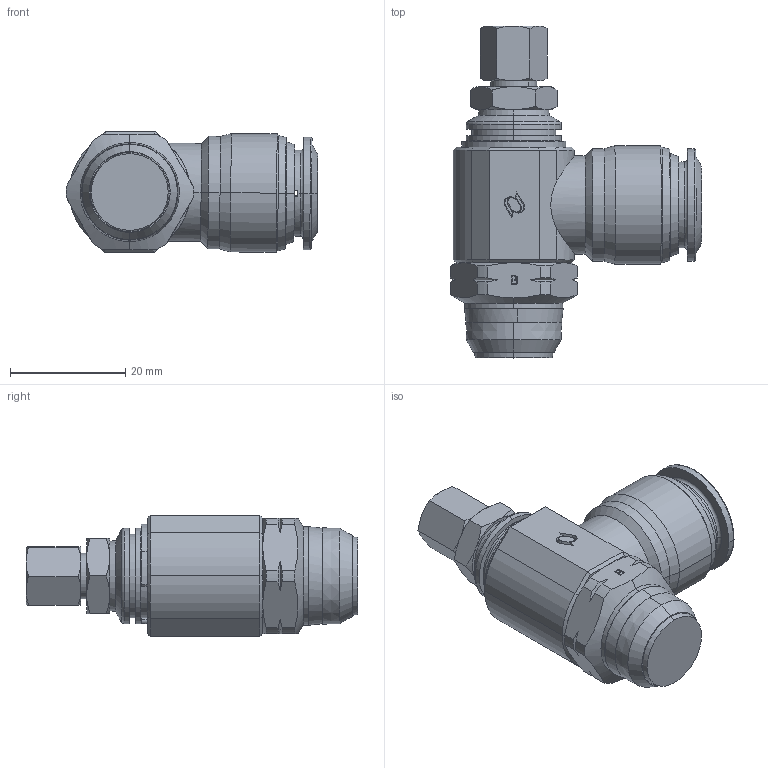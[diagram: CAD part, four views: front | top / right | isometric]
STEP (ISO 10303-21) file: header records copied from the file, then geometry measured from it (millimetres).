
FILE_DESCRIPTION (( 'STEP AP214' ), '1' );
FILE_NAME ('5792500013A.step', '2012-10-22T17:42:36', ( '' ), ( '' ), 'SwSTEP 2.0', 'SolidWorks 2012', '' );
FILE_SCHEMA (( 'AUTOMOTIVE_DESIGN' ));
Length unit declared in the file: millimetre
Products named in the file (1): 5792500013A
Bounding box: 43.55 x 57.5 x 21.07 mm (x, y, z)
Volume: 20472.1 mm3; surface area: 5811.4 mm2
Topology: 1 solids, 1 shells, 248 faces, 598 edges, 371 vertices
Faces by surface type: plane 94, cone 90, cylinder 48, bspline 10, torus 6
Entity records: 9423 total; most frequent: CARTESIAN_POINT 2328, ORIENTED_EDGE 1196, DIRECTION 1165, EDGE_CURVE 598, AXIS2_PLACEMENT_3D 454, VERTEX_POINT 371, EDGE_LOOP 269, LINE 257
